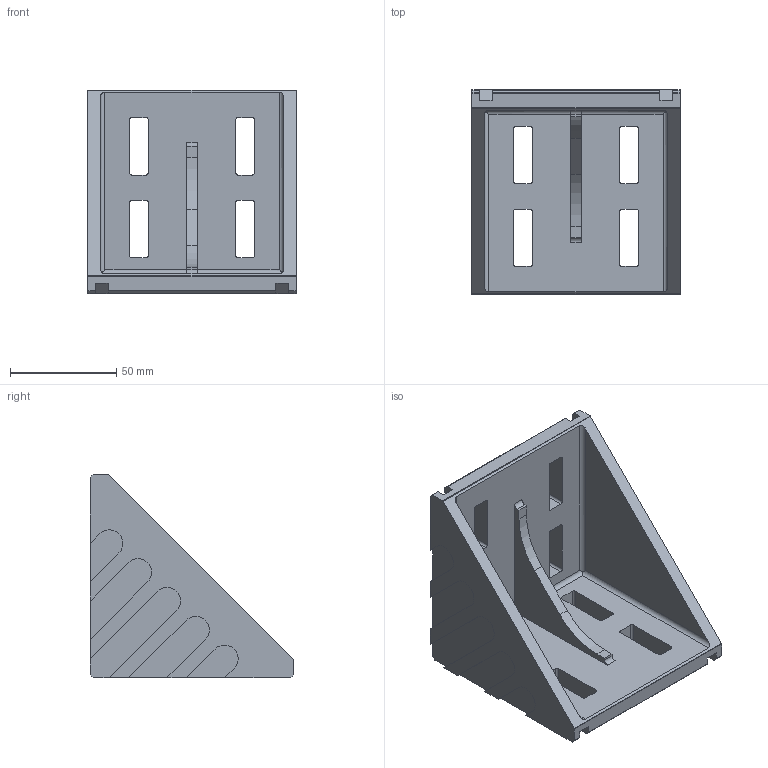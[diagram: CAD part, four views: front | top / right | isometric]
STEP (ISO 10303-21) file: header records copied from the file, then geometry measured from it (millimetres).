
FILE_DESCRIPTION (( 'STEP AP203' ), '1' );
FILE_NAME ('3_842_530_460_Bosch.step', '2024-06-04T12:58:32', ( '' ), ( '' ), 'SwSTEP 2.0', 'SolidWorks 2014', '' );
FILE_SCHEMA (( 'CONFIG_CONTROL_DESIGN' ));
Length unit declared in the file: millimetre
Products named in the file (1): 3_842_530_460_Bosch
Bounding box: 98 x 96 x 96 mm (x, y, z)
Volume: 172237.9 mm3; surface area: 64385.7 mm2
Topology: 1 solids, 1 shells, 463 faces, 1308 edges, 872 vertices
Faces by surface type: plane 259, cylinder 204
Entity records: 15153 total; most frequent: CARTESIAN_POINT 2722, ORIENTED_EDGE 2616, DIRECTION 2592, EDGE_CURVE 1308, LINE 900, VECTOR 900, VERTEX_POINT 872, AXIS2_PLACEMENT_3D 846
